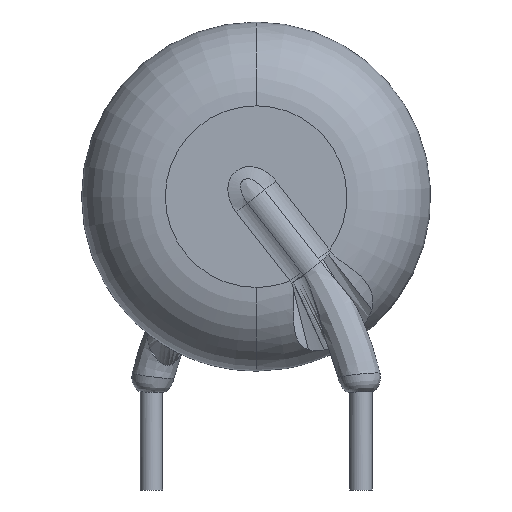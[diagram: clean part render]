
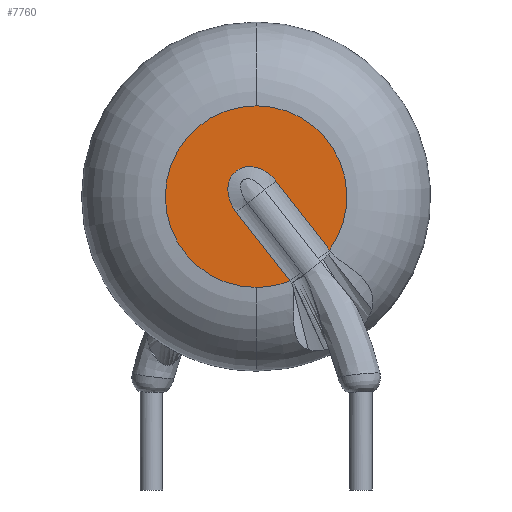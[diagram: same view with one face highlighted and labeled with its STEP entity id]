
A CAD part, front view. The second image highlights one B-rep face of the part: STEP entity #7760.
In plain terms, the highlighted planar face has unit normal (0, -1, 0).
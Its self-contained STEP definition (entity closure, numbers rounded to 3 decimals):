
#56 = CARTESIAN_POINT ( 'NONE',  ( -0.795, -3., 6.554 ) ) ;
#132 = LINE ( 'NONE', #7949, #16690 ) ;
#225 = CARTESIAN_POINT ( 'NONE',  ( -0.864, -3., 6.67 ) ) ;
#305 = CARTESIAN_POINT ( 'NONE',  ( -1.017, -3., 7.324 ) ) ;
#444 = AXIS2_PLACEMENT_3D ( 'NONE', #9090, #3889, #12680 ) ;
#808 = AXIS2_PLACEMENT_3D ( 'NONE', #8217, #12221, #11033 ) ;
#1033 = PLANE ( 'NONE',  #444 ) ;
#1091 = CARTESIAN_POINT ( 'NONE',  ( 1.206, -3., 3.982 ) ) ;
#1229 = EDGE_CURVE ( 'NONE', #6648, #3428, #132, .T. ) ;
#1336 = CARTESIAN_POINT ( 'NONE',  ( -0.711, -3., 6.447 ) ) ;
#1497 = CARTESIAN_POINT ( 'NONE',  ( -0.206, -3., 8.086 ) ) ;
#1756 = CARTESIAN_POINT ( 'NONE',  ( -0.967, -3., 6.922 ) ) ;
#2146 = VERTEX_POINT ( 'NONE', #6297 ) ;
#2640 = VECTOR ( 'NONE', #5924, 1000. ) ;
#2769 = CARTESIAN_POINT ( 'NONE',  ( -0.068, -3., 8.069 ) ) ;
#3112 = CARTESIAN_POINT ( 'NONE',  ( 0.313, -3., 7.92 ) ) ;
#3428 = VERTEX_POINT ( 'NONE', #8847 ) ;
#3889 = DIRECTION ( 'NONE',  ( 0., 1., 0. ) ) ;
#4035 = EDGE_CURVE ( 'NONE', #7667, #4998, #6360, .T. ) ;
#4116 = CARTESIAN_POINT ( 'NONE',  ( -1., -3., 7.054 ) ) ;
#4294 = CARTESIAN_POINT ( 'NONE',  ( -0.927, -3., 7.654 ) ) ;
#4686 = DIRECTION ( 'NONE',  ( -0.614, 0., 0.789 ) ) ;
#4998 = VERTEX_POINT ( 'NONE', #9651 ) ;
#5422 = DIRECTION ( 'NONE',  ( 0., 0., 1. ) ) ;
#5448 = CARTESIAN_POINT ( 'NONE',  ( 0., -3., 7. ) ) ;
#5470 = CARTESIAN_POINT ( 'NONE',  ( 0.53, -3., 7.759 ) ) ;
#5724 = CARTESIAN_POINT ( 'NONE',  ( 0.191, -3., 7.986 ) ) ;
#5824 = ORIENTED_EDGE ( 'NONE', *, *, #10274, .F. ) ;
#5924 = DIRECTION ( 'NONE',  ( 0.614, 0., -0.789 ) ) ;
#6297 = CARTESIAN_POINT ( 'NONE',  ( 0., -3., 3.75 ) ) ;
#6360 = CIRCLE ( 'NONE', #13698, 3.25 ) ;
#6648 = VERTEX_POINT ( 'NONE', #1091 ) ;
#7200 = ORIENTED_EDGE ( 'NONE', *, *, #15817, .T. ) ;
#7667 = VERTEX_POINT ( 'NONE', #14694 ) ;
#7760 = ADVANCED_FACE ( 'NONE', ( #12769 ), #1033, .F. ) ;
#7949 = CARTESIAN_POINT ( 'NONE',  ( -0.711, -3., 6.447 ) ) ;
#7958 = CARTESIAN_POINT ( 'NONE',  ( -0.768, -3., 7.873 ) ) ;
#8037 = CARTESIAN_POINT ( 'NONE',  ( 0.711, -3., 7.553 ) ) ;
#8217 = CARTESIAN_POINT ( 'NONE',  ( 0., -3., 7. ) ) ;
#8296 = CARTESIAN_POINT ( 'NONE',  ( 0.627, -3., 7.661 ) ) ;
#8847 = CARTESIAN_POINT ( 'NONE',  ( -0.711, -3., 6.447 ) ) ;
#9090 = CARTESIAN_POINT ( 'NONE',  ( 0., -3., 7. ) ) ;
#9091 = ORIENTED_EDGE ( 'NONE', *, *, #4035, .F. ) ;
#9312 = CARTESIAN_POINT ( 'NONE',  ( -1., -3., 7.463 ) ) ;
#9391 = CARTESIAN_POINT ( 'NONE',  ( -0.609, -3., 7.999 ) ) ;
#9651 = CARTESIAN_POINT ( 'NONE',  ( 2.629, -3., 5.089 ) ) ;
#9829 = CARTESIAN_POINT ( 'NONE',  ( 0.711, -3., 7.553 ) ) ;
#9918 = CARTESIAN_POINT ( 'NONE',  ( 0.711, -3., 7.553 ) ) ;
#10003 = CIRCLE ( 'NONE', #15168, 3.25 ) ;
#10274 = EDGE_CURVE ( 'NONE', #6648, #2146, #15709, .T. ) ;
#10342 = VERTEX_POINT ( 'NONE', #9829 ) ;
#10766 = CARTESIAN_POINT ( 'NONE',  ( -0.895, -3., 7.713 ) ) ;
#10847 = CARTESIAN_POINT ( 'NONE',  ( -0.816, -3., 7.823 ) ) ;
#10939 = LINE ( 'NONE', #9918, #2640 ) ;
#11033 = DIRECTION ( 'NONE',  ( 0., 0., 1. ) ) ;
#11889 = DIRECTION ( 'NONE',  ( 0., 1., 0. ) ) ;
#12221 = DIRECTION ( 'NONE',  ( 0., 1., 0. ) ) ;
#12680 = DIRECTION ( 'NONE',  ( 0., 0., 1. ) ) ;
#12769 = FACE_OUTER_BOUND ( 'NONE', #15961, .T. ) ;
#13355 = CARTESIAN_POINT ( 'NONE',  ( 0., -3., 7. ) ) ;
#13698 = AXIS2_PLACEMENT_3D ( 'NONE', #5448, #14454, #15486 ) ;
#13790 = ORIENTED_EDGE ( 'NONE', *, *, #15319, .F. ) ;
#14396 = CARTESIAN_POINT ( 'NONE',  ( -0.477, -3., 8.052 ) ) ;
#14454 = DIRECTION ( 'NONE',  ( 0., 1., 0. ) ) ;
#14676 = B_SPLINE_CURVE_WITH_KNOTS ( 'NONE', 3,
 ( #1336, #56, #225, #1756, #4116, #305, #9312, #4294, #10766, #10847, #7958, #9391, #14396, #1497, #2769, #5724, #3112, #5470, #8296, #8037 ),
 .UNSPECIFIED., .F., .F.,
 ( 4, 2, 2, 2, 2, 2, 2, 2, 2, 4 ),
 ( 0., 0., 0.001, 0.001, 0.001, 0.002, 0.002, 0.002, 0.003, 0.003 ),
 .UNSPECIFIED. ) ;
#14694 = CARTESIAN_POINT ( 'NONE',  ( 0., -3., 10.25 ) ) ;
#15168 = AXIS2_PLACEMENT_3D ( 'NONE', #13355, #11889, #5422 ) ;
#15319 = EDGE_CURVE ( 'NONE', #2146, #7667, #10003, .T. ) ;
#15486 = DIRECTION ( 'NONE',  ( 0., 0., 1. ) ) ;
#15528 = EDGE_CURVE ( 'NONE', #10342, #4998, #10939, .T. ) ;
#15709 = CIRCLE ( 'NONE', #808, 3.25 ) ;
#15817 = EDGE_CURVE ( 'NONE', #3428, #10342, #14676, .T. ) ;
#15961 = EDGE_LOOP ( 'NONE', ( #5824, #16132, #7200, #16057, #9091, #13790 ) ) ;
#16057 = ORIENTED_EDGE ( 'NONE', *, *, #15528, .T. ) ;
#16132 = ORIENTED_EDGE ( 'NONE', *, *, #1229, .T. ) ;
#16690 = VECTOR ( 'NONE', #4686, 1000. ) ;
